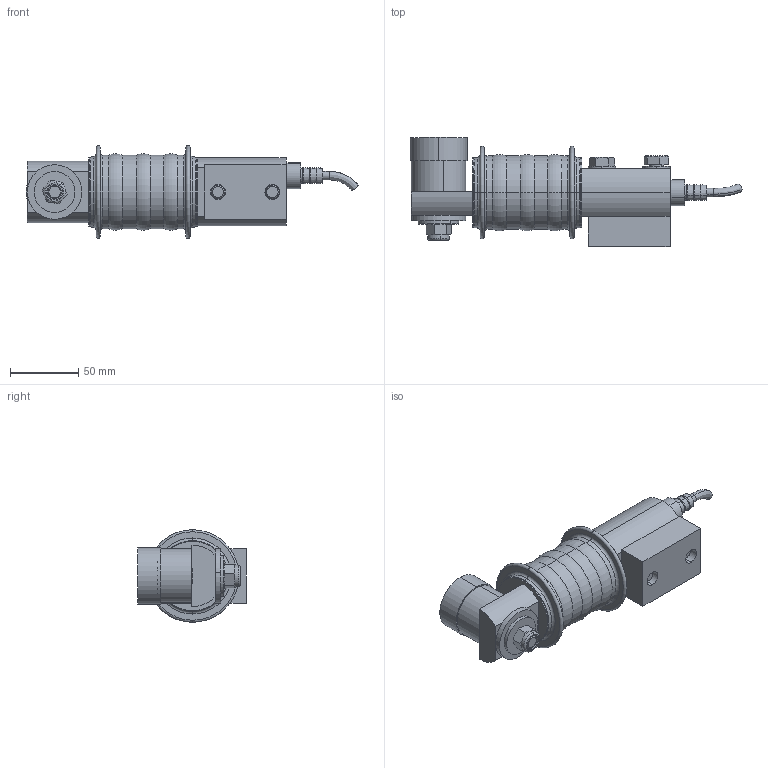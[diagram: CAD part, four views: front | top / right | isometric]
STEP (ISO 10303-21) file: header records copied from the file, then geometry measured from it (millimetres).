
FILE_DESCRIPTION (( 'STEP AP214' ), '1' );
FILE_NAME ('Beam Load Cell 150-500kg.STEP', '2018-05-17T08:24:30', ( '' ), ( '' ), 'SwSTEP 2.0', 'SolidWorks 2018', '' );
FILE_SCHEMA (( 'AUTOMOTIVE_DESIGN' ));
Length unit declared in the file: millimetre
Products named in the file (13): Beam Load cell BL; hex bolt gradeb_iso_ISO 4015 - M10 x 55 x 26-N; o-rings series a_iso_O-ring 10x2.65-A-ISO 3601-1; Washer DIN 125 - A 10.5_Washer DIN 125 - A 10.5; DIN EN ISO 7040 - M10 - N_DIN EN ISO 7040 - M10 - N; Beam Load Cell 150-500kg; El-Tilgang_std; Stag M10; Steel cylinder ø42; PUR90 cylinder; Washer PUR 90; Afstands skive; plain washer large_din_Washer DIN 9021 - 10.5
Assembly tree (14 placements, depth 2):
  Beam Load Cell 150-500kg
    Washer PUR 90
    PUR90 cylinder
    Steel cylinder ø42
    Afstands skive
    hex bolt gradeb_iso_ISO 4015 - M10 x 55 x 26-N  x2
    plain washer large_din_Washer DIN 9021 - 10.5
    o-rings series a_iso_O-ring 10x2.65-A-ISO 3601-1
    Washer DIN 125 - A 10.5_Washer DIN 125 - A 10.5  x2
    DIN EN ISO 7040 - M10 - N_DIN EN ISO 7040 - M10 - N
    Beam Load cell BL
    El-Tilgang_std
    Stag M10
Bounding box: 243.86 x 80 x 68 mm (x, y, z)
Volume: 448404.5 mm3; surface area: 79478 mm2
Topology: 14 solids, 14 shells, 224 faces, 466 edges, 284 vertices
Faces by surface type: cylinder 82, plane 68, cone 44, torus 28, bspline 2
Entity records: 6507 total; most frequent: CARTESIAN_POINT 1184, DIRECTION 1044, ORIENTED_EDGE 828, AXIS2_PLACEMENT_3D 454, EDGE_CURVE 414, VERTEX_POINT 252, CIRCLE 240, EDGE_LOOP 236
